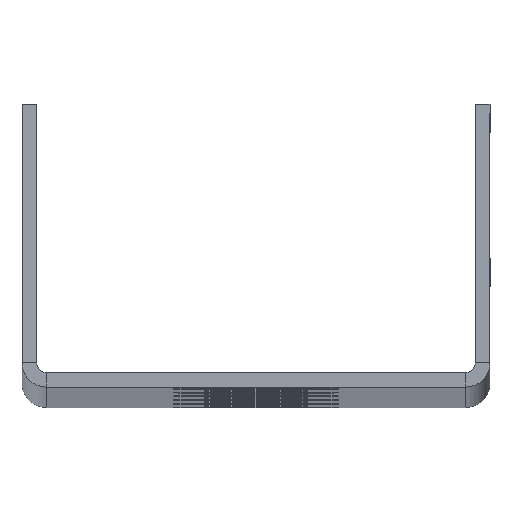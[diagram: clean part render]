
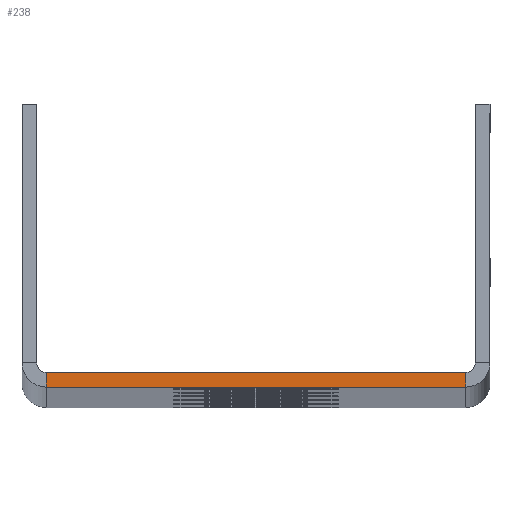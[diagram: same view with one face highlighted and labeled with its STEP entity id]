
A CAD part, top view. The second image highlights one B-rep face of the part: STEP entity #238.
In plain terms, the highlighted planar face has unit normal (0, 0, 1).
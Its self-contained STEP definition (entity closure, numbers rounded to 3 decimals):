
#238 = ADVANCED_FACE ( 'NONE', ( #2151 ), #1553, .T. ) ;
#1553 = PLANE ( 'NONE',  #8168 ) ;
#1557 = DIRECTION ( 'NONE',  ( 1., 0., 0. ) ) ;
#1558 = DIRECTION ( 'NONE',  ( 0., 0., 1. ) ) ;
#1562 = CARTESIAN_POINT ( 'NONE',  ( 24., 29., 1200. ) ) ;
#1596 = CARTESIAN_POINT ( 'NONE',  ( -21.5, 0., 1200. ) ) ;
#1611 = CARTESIAN_POINT ( 'NONE',  ( 21.5, 0., 1200. ) ) ;
#1892 = CARTESIAN_POINT ( 'NONE',  ( -21.5, 1.5, 1200. ) ) ;
#1908 = CARTESIAN_POINT ( 'NONE',  ( 21.5, 1.5, 1200. ) ) ;
#2151 = FACE_OUTER_BOUND ( 'NONE', #4470, .T. ) ;
#3068 = VERTEX_POINT ( 'NONE', #1892 ) ;
#3071 = VERTEX_POINT ( 'NONE', #1908 ) ;
#3130 = VERTEX_POINT ( 'NONE', #1611 ) ;
#3139 = VERTEX_POINT ( 'NONE', #1596 ) ;
#3319 = ORIENTED_EDGE ( 'NONE', *, *, #4821, .F. ) ;
#3320 = ORIENTED_EDGE ( 'NONE', *, *, #4813, .T. ) ;
#3321 = ORIENTED_EDGE ( 'NONE', *, *, #4805, .F. ) ;
#3322 = ORIENTED_EDGE ( 'NONE', *, *, #4797, .T. ) ;
#4470 = EDGE_LOOP ( 'NONE', ( #3319, #3320, #3321, #3322 ) ) ;
#4797 = EDGE_CURVE ( 'NONE', #3130, #3071, #7439, .T. ) ;
#4805 = EDGE_CURVE ( 'NONE', #3130, #3139, #7450, .T. ) ;
#4813 = EDGE_CURVE ( 'NONE', #3068, #3139, #7458, .T. ) ;
#4821 = EDGE_CURVE ( 'NONE', #3068, #3071, #7470, .T. ) ;
#7439 = LINE ( 'NONE', #8807, #7441 ) ;
#7441 = VECTOR ( 'NONE', #8813, 1000. ) ;
#7450 = LINE ( 'NONE', #8826, #7452 ) ;
#7452 = VECTOR ( 'NONE', #8833, 1000. ) ;
#7458 = LINE ( 'NONE', #8851, #7462 ) ;
#7462 = VECTOR ( 'NONE', #8856, 1000. ) ;
#7470 = LINE ( 'NONE', #8870, #7472 ) ;
#7472 = VECTOR ( 'NONE', #8878, 1000. ) ;
#8168 = AXIS2_PLACEMENT_3D ( 'NONE', #1562, #1558, #1557 ) ;
#8807 = CARTESIAN_POINT ( 'NONE',  ( 21.5, 0., 1200. ) ) ;
#8813 = DIRECTION ( 'NONE',  ( 0., 1., 0. ) ) ;
#8826 = CARTESIAN_POINT ( 'NONE',  ( 24., 0., 1200. ) ) ;
#8833 = DIRECTION ( 'NONE',  ( -1., 0., 0. ) ) ;
#8851 = CARTESIAN_POINT ( 'NONE',  ( -21.5, 1.5, 1200. ) ) ;
#8856 = DIRECTION ( 'NONE',  ( 0., -1., 0. ) ) ;
#8870 = CARTESIAN_POINT ( 'NONE',  ( 21.5, 1.5, 1200. ) ) ;
#8878 = DIRECTION ( 'NONE',  ( 1., 0., 0. ) ) ;
